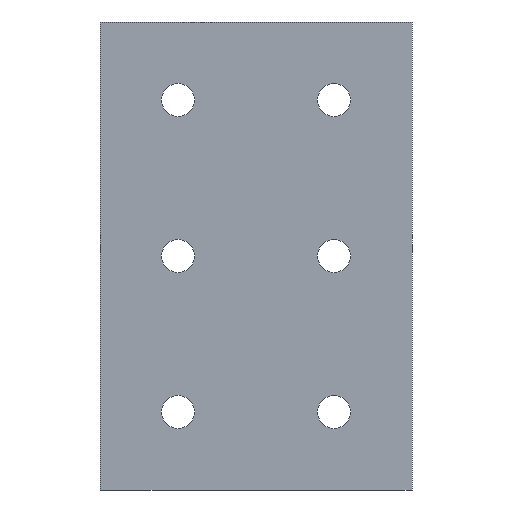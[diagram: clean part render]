
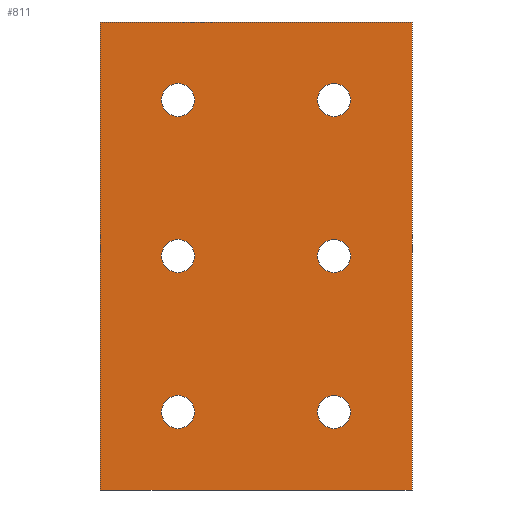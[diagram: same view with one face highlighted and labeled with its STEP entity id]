
A CAD part, front view. The second image highlights one B-rep face of the part: STEP entity #811.
In plain terms, the highlighted planar face has unit normal (0, -1, 0).
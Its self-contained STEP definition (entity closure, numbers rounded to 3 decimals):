
#33=LINE('',#1398,#62);
#40=LINE('',#1415,#69);
#41=LINE('',#1418,#70);
#42=LINE('',#1419,#71);
#62=VECTOR('',#1171,80.);
#69=VECTOR('',#1188,120.);
#70=VECTOR('',#1191,80.);
#71=VECTOR('',#1192,120.);
#94=PLANE('',#930);
#139=FACE_BOUND('',#331,.T.);
#140=FACE_BOUND('',#332,.T.);
#141=FACE_BOUND('',#333,.T.);
#142=FACE_BOUND('',#334,.T.);
#143=FACE_BOUND('',#335,.T.);
#144=FACE_BOUND('',#336,.T.);
#178=CIRCLE('',#903,4.25);
#179=CIRCLE('',#905,4.25);
#180=CIRCLE('',#907,4.25);
#181=CIRCLE('',#909,4.25);
#182=CIRCLE('',#911,4.25);
#183=CIRCLE('',#913,4.25);
#238=FACE_OUTER_BOUND('',#330,.T.);
#330=EDGE_LOOP('',(#709,#710,#711,#712));
#331=EDGE_LOOP('',(#713));
#332=EDGE_LOOP('',(#714));
#333=EDGE_LOOP('',(#715));
#334=EDGE_LOOP('',(#716));
#335=EDGE_LOOP('',(#717));
#336=EDGE_LOOP('',(#718));
#429=VERTEX_POINT('',#1356);
#430=VERTEX_POINT('',#1359);
#431=VERTEX_POINT('',#1362);
#432=VERTEX_POINT('',#1365);
#433=VERTEX_POINT('',#1368);
#434=VERTEX_POINT('',#1371);
#442=VERTEX_POINT('',#1395);
#443=VERTEX_POINT('',#1397);
#448=VERTEX_POINT('',#1413);
#449=VERTEX_POINT('',#1417);
#517=EDGE_CURVE('',#429,#429,#178,.T.);
#518=EDGE_CURVE('',#430,#430,#179,.T.);
#519=EDGE_CURVE('',#431,#431,#180,.T.);
#520=EDGE_CURVE('',#432,#432,#181,.T.);
#521=EDGE_CURVE('',#433,#433,#182,.T.);
#522=EDGE_CURVE('',#434,#434,#183,.T.);
#533=EDGE_CURVE('',#443,#442,#33,.T.);
#542=EDGE_CURVE('',#442,#448,#40,.T.);
#543=EDGE_CURVE('',#448,#449,#41,.T.);
#544=EDGE_CURVE('',#443,#449,#42,.T.);
#709=ORIENTED_EDGE('',*,*,#543,.T.);
#710=ORIENTED_EDGE('',*,*,#544,.F.);
#711=ORIENTED_EDGE('',*,*,#533,.T.);
#712=ORIENTED_EDGE('',*,*,#542,.T.);
#713=ORIENTED_EDGE('',*,*,#517,.T.);
#714=ORIENTED_EDGE('',*,*,#518,.T.);
#715=ORIENTED_EDGE('',*,*,#519,.T.);
#716=ORIENTED_EDGE('',*,*,#520,.T.);
#717=ORIENTED_EDGE('',*,*,#521,.T.);
#718=ORIENTED_EDGE('',*,*,#522,.T.);
#811=ADVANCED_FACE('',(#238,#139,#140,#141,#142,#143,#144),#94,.T.);
#903=AXIS2_PLACEMENT_3D('',#1357,#1122,#1123);
#905=AXIS2_PLACEMENT_3D('',#1360,#1126,#1127);
#907=AXIS2_PLACEMENT_3D('',#1363,#1130,#1131);
#909=AXIS2_PLACEMENT_3D('',#1366,#1134,#1135);
#911=AXIS2_PLACEMENT_3D('',#1369,#1138,#1139);
#913=AXIS2_PLACEMENT_3D('',#1372,#1142,#1143);
#930=AXIS2_PLACEMENT_3D('',#1416,#1189,#1190);
#1122=DIRECTION('center_axis',(0.,1.,0.));
#1123=DIRECTION('ref_axis',(1.,0.,0.));
#1126=DIRECTION('center_axis',(0.,1.,0.));
#1127=DIRECTION('ref_axis',(1.,0.,0.));
#1130=DIRECTION('center_axis',(0.,1.,0.));
#1131=DIRECTION('ref_axis',(1.,0.,0.));
#1134=DIRECTION('center_axis',(0.,1.,0.));
#1135=DIRECTION('ref_axis',(1.,0.,0.));
#1138=DIRECTION('center_axis',(0.,1.,0.));
#1139=DIRECTION('ref_axis',(1.,0.,0.));
#1142=DIRECTION('center_axis',(0.,1.,0.));
#1143=DIRECTION('ref_axis',(1.,0.,0.));
#1171=DIRECTION('',(1.,0.,0.));
#1188=DIRECTION('',(0.,0.,1.));
#1189=DIRECTION('center_axis',(0.,-1.,0.));
#1190=DIRECTION('ref_axis',(0.,0.,-1.));
#1191=DIRECTION('',(-1.,0.,0.));
#1192=DIRECTION('',(0.,0.,1.));
#1356=CARTESIAN_POINT('',(-14.275,-48.411,100.));
#1357=CARTESIAN_POINT('Origin',(-18.525,-48.411,100.));
#1359=CARTESIAN_POINT('',(25.725,-48.411,60.));
#1360=CARTESIAN_POINT('Origin',(21.475,-48.411,60.));
#1362=CARTESIAN_POINT('',(-14.275,-48.411,20.));
#1363=CARTESIAN_POINT('Origin',(-18.525,-48.411,20.));
#1365=CARTESIAN_POINT('',(25.725,-48.411,20.));
#1366=CARTESIAN_POINT('Origin',(21.475,-48.411,20.));
#1368=CARTESIAN_POINT('',(25.725,-48.411,100.));
#1369=CARTESIAN_POINT('Origin',(21.475,-48.411,100.));
#1371=CARTESIAN_POINT('',(-14.275,-48.411,60.));
#1372=CARTESIAN_POINT('Origin',(-18.525,-48.411,60.));
#1395=CARTESIAN_POINT('',(41.475,-48.411,0.));
#1397=CARTESIAN_POINT('',(-38.525,-48.411,0.));
#1398=CARTESIAN_POINT('',(-38.525,-48.411,0.));
#1413=CARTESIAN_POINT('',(41.475,-48.411,120.));
#1415=CARTESIAN_POINT('',(41.475,-48.411,0.));
#1416=CARTESIAN_POINT('Origin',(41.475,-48.411,0.));
#1417=CARTESIAN_POINT('',(-38.525,-48.411,120.));
#1418=CARTESIAN_POINT('',(-38.525,-48.411,120.));
#1419=CARTESIAN_POINT('',(-38.525,-48.411,0.));
